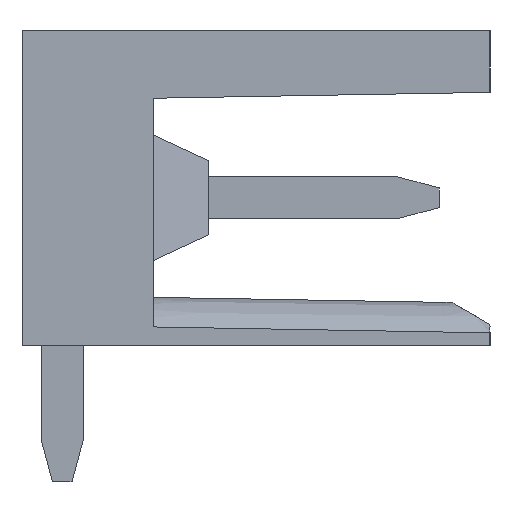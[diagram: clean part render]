
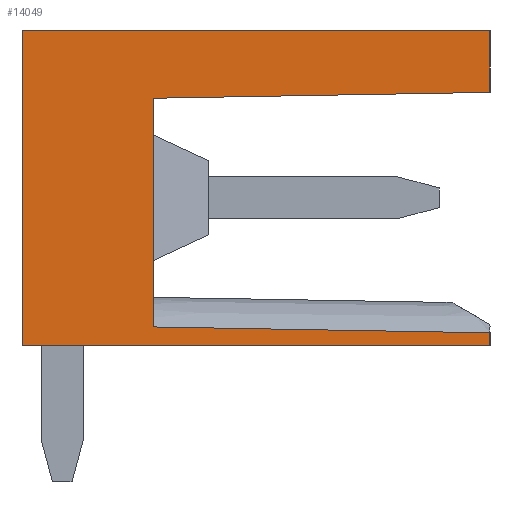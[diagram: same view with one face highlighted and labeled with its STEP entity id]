
A CAD part, left-side view. The second image highlights one B-rep face of the part: STEP entity #14049.
In plain terms, the highlighted planar face has unit normal (-1, 0, 0).
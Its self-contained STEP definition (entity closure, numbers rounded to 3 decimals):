
#13999=AXIS2_PLACEMENT_3D('Plane Axis2P3D',#13996,#13997,#13998) ;
#13156=CARTESIAN_POINT('Vertex',(0.,0.,3.511)) ;
#13170=CARTESIAN_POINT('Vertex',(0.,7.95,3.65)) ;
#13174=CARTESIAN_POINT('Control Point',(0.,0.,3.511)) ;
#13175=CARTESIAN_POINT('Control Point',(0.,7.95,3.65)) ;
#13771=CARTESIAN_POINT('Vertex',(0.,0.,9.189)) ;
#13774=CARTESIAN_POINT('Line Origine',(0.,3.975,9.119)) ;
#13778=CARTESIAN_POINT('Vertex',(0.,7.95,9.05)) ;
#13996=CARTESIAN_POINT('Axis2P3D Location',(0.,0.,0.)) ;
#14001=CARTESIAN_POINT('Line Origine',(0.,0.,9.919)) ;
#14005=CARTESIAN_POINT('Vertex',(0.,0.,10.65)) ;
#14008=CARTESIAN_POINT('Line Origine',(0.,5.525,10.65)) ;
#14012=CARTESIAN_POINT('Vertex',(0.,11.05,10.65)) ;
#14015=CARTESIAN_POINT('Line Origine',(0.,11.05,6.925)) ;
#14019=CARTESIAN_POINT('Vertex',(0.,11.05,3.2)) ;
#14022=CARTESIAN_POINT('Line Origine',(0.,5.525,3.2)) ;
#14026=CARTESIAN_POINT('Vertex',(0.,0.,3.2)) ;
#14029=CARTESIAN_POINT('Line Origine',(0.,0.,3.356)) ;
#14034=CARTESIAN_POINT('Line Origine',(0.,7.95,6.35)) ;
#13775=DIRECTION('Vector Direction',(0.,-1.,0.017)) ;
#13997=DIRECTION('Axis2P3D Direction',(-1.,0.,0.)) ;
#13998=DIRECTION('Axis2P3D XDirection',(0.,-1.,0.)) ;
#14002=DIRECTION('Vector Direction',(0.,0.,-1.)) ;
#14009=DIRECTION('Vector Direction',(0.,-1.,0.)) ;
#14016=DIRECTION('Vector Direction',(0.,0.,1.)) ;
#14023=DIRECTION('Vector Direction',(0.,1.,0.)) ;
#14030=DIRECTION('Vector Direction',(0.,0.,-1.)) ;
#14035=DIRECTION('Vector Direction',(0.,0.,1.)) ;
#13776=VECTOR('Line Direction',#13775,1.) ;
#14003=VECTOR('Line Direction',#14002,1.) ;
#14010=VECTOR('Line Direction',#14009,1.) ;
#14017=VECTOR('Line Direction',#14016,1.) ;
#14024=VECTOR('Line Direction',#14023,1.) ;
#14031=VECTOR('Line Direction',#14030,1.) ;
#14036=VECTOR('Line Direction',#14035,1.) ;
#14040=ORIENTED_EDGE('',*,*,#14007,.T.) ;
#14041=ORIENTED_EDGE('',*,*,#14014,.T.) ;
#14042=ORIENTED_EDGE('',*,*,#14021,.T.) ;
#14043=ORIENTED_EDGE('',*,*,#14028,.T.) ;
#14044=ORIENTED_EDGE('',*,*,#14033,.T.) ;
#14045=ORIENTED_EDGE('',*,*,#13176,.F.) ;
#14046=ORIENTED_EDGE('',*,*,#14038,.F.) ;
#14047=ORIENTED_EDGE('',*,*,#13780,.F.) ;
#14049=ADVANCED_FACE('HOUSING',(#14048),#14000,.T.) ;
#13173=B_SPLINE_CURVE_WITH_KNOTS('',1,(#13174,#13175),.UNSPECIFIED.,.F.,.U.,(2,2),(-3.976,3.976),.UNSPECIFIED.) ;
#13176=EDGE_CURVE('',#13171,#13157,#13173,.F.) ;
#13780=EDGE_CURVE('',#13772,#13779,#13777,.F.) ;
#14007=EDGE_CURVE('',#13772,#14006,#14004,.F.) ;
#14014=EDGE_CURVE('',#14006,#14013,#14011,.F.) ;
#14021=EDGE_CURVE('',#14013,#14020,#14018,.F.) ;
#14028=EDGE_CURVE('',#14020,#14027,#14025,.F.) ;
#14033=EDGE_CURVE('',#14027,#13157,#14032,.F.) ;
#14038=EDGE_CURVE('',#13779,#13171,#14037,.F.) ;
#14039=EDGE_LOOP('',(#14040,#14041,#14042,#14043,#14044,#14045,#14046,#14047)) ;
#14048=FACE_OUTER_BOUND('',#14039,.T.) ;
#13777=LINE('Line',#13774,#13776) ;
#14004=LINE('Line',#14001,#14003) ;
#14011=LINE('Line',#14008,#14010) ;
#14018=LINE('Line',#14015,#14017) ;
#14025=LINE('Line',#14022,#14024) ;
#14032=LINE('Line',#14029,#14031) ;
#14037=LINE('Line',#14034,#14036) ;
#14000=PLANE('',#13999) ;
#13157=VERTEX_POINT('',#13156) ;
#13171=VERTEX_POINT('',#13170) ;
#13772=VERTEX_POINT('',#13771) ;
#13779=VERTEX_POINT('',#13778) ;
#14006=VERTEX_POINT('',#14005) ;
#14013=VERTEX_POINT('',#14012) ;
#14020=VERTEX_POINT('',#14019) ;
#14027=VERTEX_POINT('',#14026) ;
